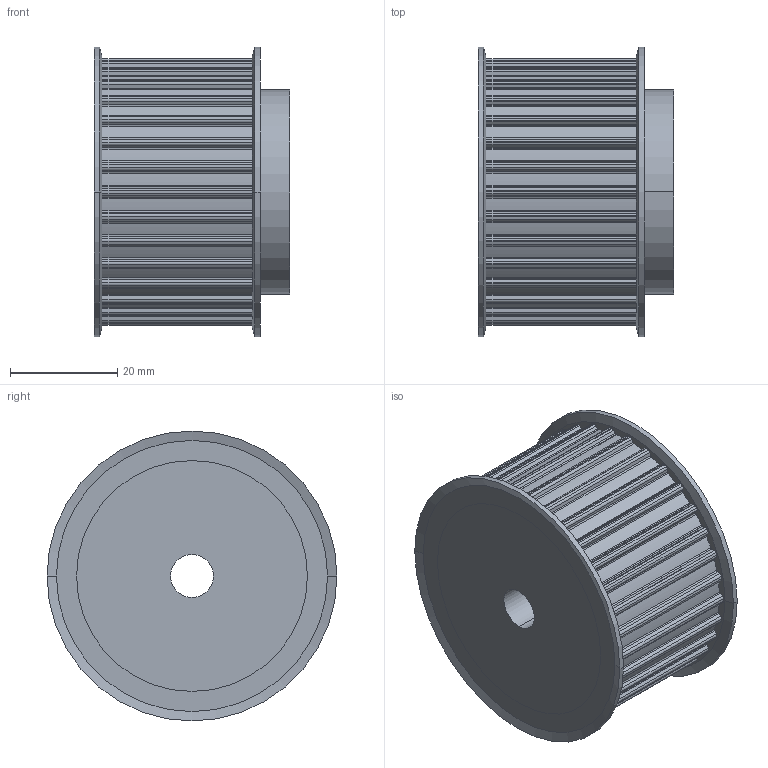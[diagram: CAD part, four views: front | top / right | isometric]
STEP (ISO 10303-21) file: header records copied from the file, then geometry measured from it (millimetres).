
FILE_DESCRIPTION(('HOOPS Exchange Step'),'2;1');
FILE_NAME('export-4D613AA2-4B7A-4858-8DD3-C6037D3B638A.stp','2023-12-13T17:52:40+01:00',('Engineering'),('Alibre'),'HOOPS Exchange 2021.0','Alibre','Unknown authorisation');
FILE_SCHEMA( ('AP242_MANAGED_MODEL_BASED_3D_ENGINEERING_MIM_LF {1 0 10303 442 1 1 4 }') );
Length unit declared in the file: millimetre
Products named in the file (3): 6421-2 AT5 Pulley 36-AT5 Z=32 for 25mm wide belts BODY; 6421-1 AT5 Pulley 36-AT5 Z=32 for 25mm wide belts BODY; 6421 AT5 Pulley 36-AT5 Z=32 for 25mm wide belts
Assembly tree (3 placements, depth 2):
  6421 AT5 Pulley 36-AT5 Z=32 for 25mm wide belts
    6421-2 AT5 Pulley 36-AT5 Z=32 for 25mm wide belts BODY  x2
    6421-1 AT5 Pulley 36-AT5 Z=32 for 25mm wide belts BODY
Bounding box: 36.47 x 54 x 54 mm (x, y, z)
Volume: 60749.8 mm3; surface area: 14793.6 mm2
Topology: 3 solids, 3 shells, 339 faces, 982 edges, 652 vertices
Faces by surface type: cylinder 258, plane 73, cone 8
Entity records: 11299 total; most frequent: DIRECTION 2150, CARTESIAN_POINT 1940, ORIENTED_EDGE 1924, EDGE_CURVE 962, AXIS2_PLACEMENT_3D 850, VERTEX_POINT 640, CIRCLE 512, VECTOR 450
